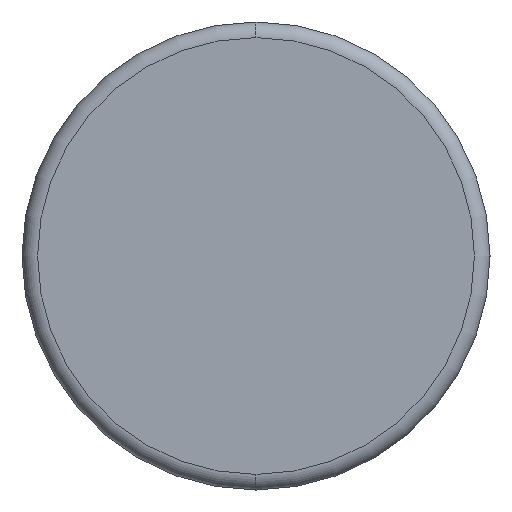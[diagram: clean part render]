
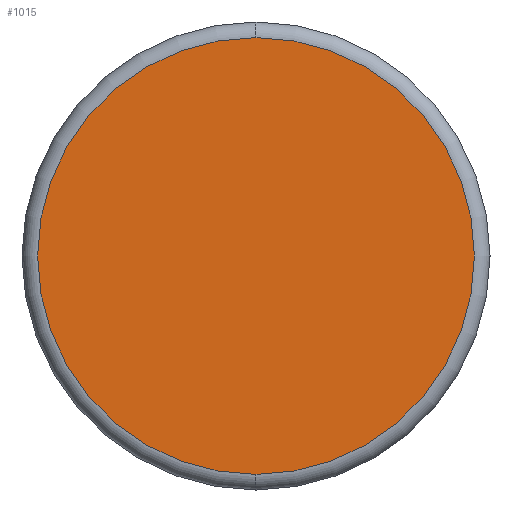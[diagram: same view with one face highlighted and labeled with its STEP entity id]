
A CAD part, left-side view. The second image highlights one B-rep face of the part: STEP entity #1015.
In plain terms, the highlighted planar face has unit normal (-1, 0, 0).
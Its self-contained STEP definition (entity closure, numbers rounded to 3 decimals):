
#314 = DIRECTION ( 'NONE',  ( -1., 0., 0. ) ) ;
#1015 = ADVANCED_FACE ( 'NONE', ( #4569 ), #9287, .T. ) ;
#1174 = EDGE_CURVE ( 'NONE', #2845, #8149, #12191, .T. ) ;
#2845 = VERTEX_POINT ( 'NONE', #9262 ) ;
#3519 = CARTESIAN_POINT ( 'NONE',  ( -1.701, 0., 0.75 ) ) ;
#4569 = FACE_OUTER_BOUND ( 'NONE', #6865, .T. ) ;
#4764 = ORIENTED_EDGE ( 'NONE', *, *, #8869, .T. ) ;
#5059 = DIRECTION ( 'NONE',  ( 0., 0., 1. ) ) ;
#5228 = CARTESIAN_POINT ( 'NONE',  ( -1.701, 0., 0.75 ) ) ;
#6106 = DIRECTION ( 'NONE',  ( -1., 0., 0. ) ) ;
#6273 = AXIS2_PLACEMENT_3D ( 'NONE', #3519, #6106, #11105 ) ;
#6406 = AXIS2_PLACEMENT_3D ( 'NONE', #5228, #8021, #7090 ) ;
#6732 = CARTESIAN_POINT ( 'NONE',  ( -1.701, 0., 0.75 ) ) ;
#6865 = EDGE_LOOP ( 'NONE', ( #9178, #4764 ) ) ;
#7090 = DIRECTION ( 'NONE',  ( 0., 0., 1. ) ) ;
#8021 = DIRECTION ( 'NONE',  ( -1., 0., 0. ) ) ;
#8149 = VERTEX_POINT ( 'NONE', #11850 ) ;
#8869 = EDGE_CURVE ( 'NONE', #8149, #2845, #10868, .T. ) ;
#9178 = ORIENTED_EDGE ( 'NONE', *, *, #1174, .T. ) ;
#9262 = CARTESIAN_POINT ( 'NONE',  ( -1.701, 0., 1.45 ) ) ;
#9287 = PLANE ( 'NONE',  #11793 ) ;
#10868 = CIRCLE ( 'NONE', #6273, 0.7 ) ;
#11105 = DIRECTION ( 'NONE',  ( 0., 0., 1. ) ) ;
#11793 = AXIS2_PLACEMENT_3D ( 'NONE', #6732, #314, #5059 ) ;
#11850 = CARTESIAN_POINT ( 'NONE',  ( -1.701, 0., 0.05 ) ) ;
#12191 = CIRCLE ( 'NONE', #6406, 0.7 ) ;
